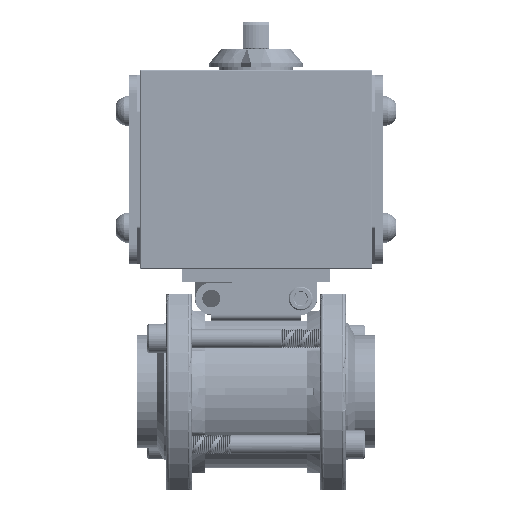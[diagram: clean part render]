
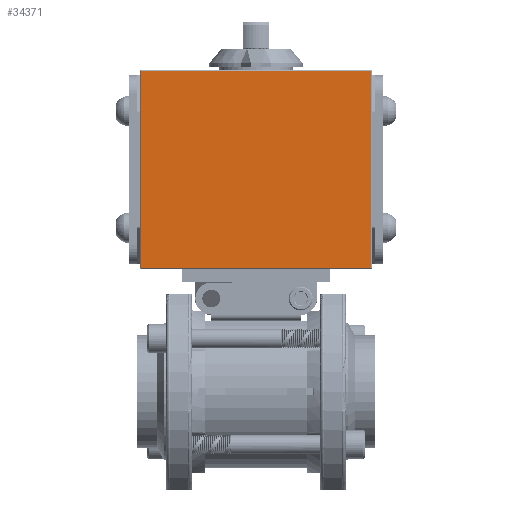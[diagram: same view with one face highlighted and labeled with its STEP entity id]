
A CAD part, top view. The second image highlights one B-rep face of the part: STEP entity #34371.
In plain terms, the highlighted planar face has unit normal (0, 0, 1).
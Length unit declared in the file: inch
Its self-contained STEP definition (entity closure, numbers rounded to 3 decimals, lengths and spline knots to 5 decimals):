
#4040 = VECTOR ( 'NONE', #56955, 39.37008 ) ;
#8031 = ORIENTED_EDGE ( 'NONE', *, *, #116136, .T. ) ;
#8373 = VECTOR ( 'NONE', #84400, 39.37008 ) ;
#9292 = VERTEX_POINT ( 'NONE', #132877 ) ;
#17505 = DIRECTION ( 'NONE',  ( 0., -1., 0. ) ) ;
#34371 = ADVANCED_FACE ( 'NONE', ( #137030 ), #140477, .F. ) ;
#35290 = CARTESIAN_POINT ( 'NONE',  ( 2.253, 6.303, 1.55 ) ) ;
#40710 = LINE ( 'NONE', #142431, #8373 ) ;
#47036 = LINE ( 'NONE', #57992, #119970 ) ;
#52143 = EDGE_CURVE ( 'NONE', #63937, #9292, #40710, .T. ) ;
#56955 = DIRECTION ( 'NONE',  ( 0., -1., 0. ) ) ;
#57992 = CARTESIAN_POINT ( 'NONE',  ( -2.273, 2.423, 1.55 ) ) ;
#62719 = CARTESIAN_POINT ( 'NONE',  ( 2.253, 6.283, 1.55 ) ) ;
#63937 = VERTEX_POINT ( 'NONE', #62719 ) ;
#65604 = VERTEX_POINT ( 'NONE', #97024 ) ;
#68560 = LINE ( 'NONE', #35290, #137105 ) ;
#70708 = CARTESIAN_POINT ( 'NONE',  ( -2.253, 2.403, 1.55 ) ) ;
#74381 = EDGE_LOOP ( 'NONE', ( #150830, #161511, #8031, #106042 ) ) ;
#75724 = CARTESIAN_POINT ( 'NONE',  ( -2.253, 2.423, 1.55 ) ) ;
#76844 = AXIS2_PLACEMENT_3D ( 'NONE', #168165, #99709, #17505 ) ;
#84400 = DIRECTION ( 'NONE',  ( -1., 0., 0. ) ) ;
#97024 = CARTESIAN_POINT ( 'NONE',  ( 2.253, 2.423, 1.55 ) ) ;
#99709 = DIRECTION ( 'NONE',  ( 0., 0., -1. ) ) ;
#106042 = ORIENTED_EDGE ( 'NONE', *, *, #168739, .T. ) ;
#116136 = EDGE_CURVE ( 'NONE', #9292, #168938, #126477, .T. ) ;
#119970 = VECTOR ( 'NONE', #140062, 39.37008 ) ;
#126477 = LINE ( 'NONE', #70708, #4040 ) ;
#131139 = DIRECTION ( 'NONE',  ( 0., 1., 0. ) ) ;
#132877 = CARTESIAN_POINT ( 'NONE',  ( -2.253, 6.283, 1.55 ) ) ;
#137030 = FACE_OUTER_BOUND ( 'NONE', #74381, .T. ) ;
#137105 = VECTOR ( 'NONE', #131139, 39.37008 ) ;
#140062 = DIRECTION ( 'NONE',  ( 1., 0., 0. ) ) ;
#140477 = PLANE ( 'NONE',  #76844 ) ;
#142431 = CARTESIAN_POINT ( 'NONE',  ( -2.273, 6.283, 1.55 ) ) ;
#150830 = ORIENTED_EDGE ( 'NONE', *, *, #168511, .T. ) ;
#161511 = ORIENTED_EDGE ( 'NONE', *, *, #52143, .T. ) ;
#168165 = CARTESIAN_POINT ( 'NONE',  ( -2.273, 6.303, 1.55 ) ) ;
#168511 = EDGE_CURVE ( 'NONE', #65604, #63937, #68560, .T. ) ;
#168739 = EDGE_CURVE ( 'NONE', #168938, #65604, #47036, .T. ) ;
#168938 = VERTEX_POINT ( 'NONE', #75724 ) ;
